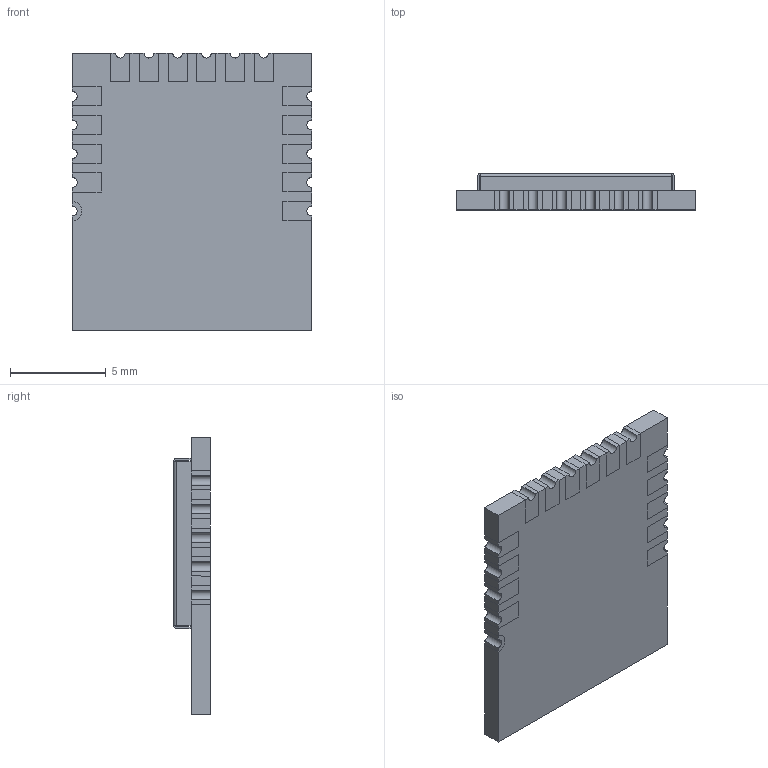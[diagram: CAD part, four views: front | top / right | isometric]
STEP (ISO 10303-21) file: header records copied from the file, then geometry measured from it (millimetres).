
FILE_DESCRIPTION (( 'STEP AP214' ), '1' );
FILE_NAME ('DA14531MOD-00F01002.STEP', '2021-12-27T12:41:53', ( '' ), ( '' ), 'SwSTEP 2.0', 'SolidWorks 2018', '' );
FILE_SCHEMA (( 'AUTOMOTIVE_DESIGN' ));
Length unit declared in the file: millimetre
Products named in the file (2): DA14531MOD-00F01002
Bounding box: 12.5 x 1.9 x 14.5 mm (x, y, z)
Volume: 191.7 mm3; surface area: 829.1 mm2
Topology: 22 solids, 22 shells, 340 faces, 860 edges, 568 vertices
Faces by surface type: plane 314, cylinder 26
Entity records: 10266 total; most frequent: CARTESIAN_POINT 1770, ORIENTED_EDGE 1720, DIRECTION 1596, EDGE_CURVE 860, VECTOR 808, LINE 808, VERTEX_POINT 568, AXIS2_PLACEMENT_3D 394
